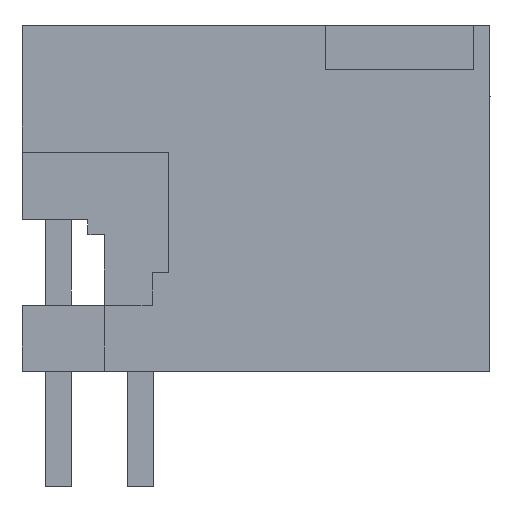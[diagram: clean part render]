
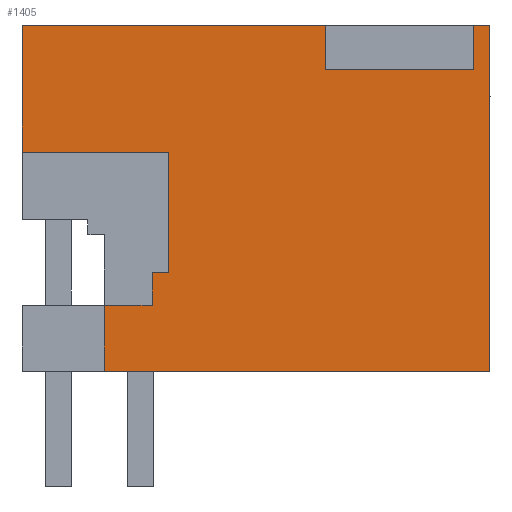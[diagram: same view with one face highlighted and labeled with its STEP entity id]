
A CAD part, left-side view. The second image highlights one B-rep face of the part: STEP entity #1405.
In plain terms, the highlighted planar face has unit normal (-1, 0, 0).
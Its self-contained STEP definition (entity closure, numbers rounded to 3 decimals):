
#1312=AXIS2_PLACEMENT_3D('Plane Axis2P3D',#1309,#1310,#1311) ;
#102=CARTESIAN_POINT('Vertex',(0.,11.7,5.5)) ;
#105=CARTESIAN_POINT('Line Origine',(0.,10.975,5.5)) ;
#109=CARTESIAN_POINT('Vertex',(0.,10.25,5.5)) ;
#1047=CARTESIAN_POINT('Vertex',(0.,0.,3.5)) ;
#1050=CARTESIAN_POINT('Line Origine',(0.,5.85,3.5)) ;
#1054=CARTESIAN_POINT('Vertex',(0.,11.7,3.5)) ;
#1278=CARTESIAN_POINT('Line Origine',(0.,11.7,4.5)) ;
#1309=CARTESIAN_POINT('Axis2P3D Location',(0.,14.2,0.)) ;
#1314=CARTESIAN_POINT('Line Origine',(0.,0.,8.75)) ;
#1318=CARTESIAN_POINT('Vertex',(0.,0.,14.)) ;
#1321=CARTESIAN_POINT('Line Origine',(0.,0.25,14.)) ;
#1325=CARTESIAN_POINT('Vertex',(0.,0.5,14.)) ;
#1328=CARTESIAN_POINT('Line Origine',(0.,0.5,13.325)) ;
#1332=CARTESIAN_POINT('Vertex',(0.,0.5,12.65)) ;
#1335=CARTESIAN_POINT('Line Origine',(0.,2.75,12.65)) ;
#1339=CARTESIAN_POINT('Vertex',(0.,5.,12.65)) ;
#1342=CARTESIAN_POINT('Line Origine',(0.,5.,13.325)) ;
#1346=CARTESIAN_POINT('Vertex',(0.,5.,14.)) ;
#1349=CARTESIAN_POINT('Line Origine',(0.,9.6,14.)) ;
#1353=CARTESIAN_POINT('Vertex',(0.,14.2,14.)) ;
#1356=CARTESIAN_POINT('Line Origine',(0.,14.2,12.075)) ;
#1360=CARTESIAN_POINT('Vertex',(0.,14.2,10.15)) ;
#1363=CARTESIAN_POINT('Line Origine',(0.,11.975,10.15)) ;
#1367=CARTESIAN_POINT('Vertex',(0.,9.75,10.15)) ;
#1370=CARTESIAN_POINT('Line Origine',(0.,9.75,8.325)) ;
#1374=CARTESIAN_POINT('Vertex',(0.,9.75,6.5)) ;
#1377=CARTESIAN_POINT('Line Origine',(0.,10.,6.5)) ;
#1381=CARTESIAN_POINT('Vertex',(0.,10.25,6.5)) ;
#1384=CARTESIAN_POINT('Line Origine',(0.,10.25,6.)) ;
#106=DIRECTION('Vector Direction',(0.,1.,0.)) ;
#1051=DIRECTION('Vector Direction',(0.,-1.,0.)) ;
#1279=DIRECTION('Vector Direction',(0.,0.,1.)) ;
#1310=DIRECTION('Axis2P3D Direction',(-1.,0.,0.)) ;
#1311=DIRECTION('Axis2P3D XDirection',(0.,-1.,0.)) ;
#1315=DIRECTION('Vector Direction',(0.,0.,1.)) ;
#1322=DIRECTION('Vector Direction',(0.,-1.,0.)) ;
#1329=DIRECTION('Vector Direction',(0.,0.,-1.)) ;
#1336=DIRECTION('Vector Direction',(0.,1.,0.)) ;
#1343=DIRECTION('Vector Direction',(0.,0.,-1.)) ;
#1350=DIRECTION('Vector Direction',(0.,-1.,0.)) ;
#1357=DIRECTION('Vector Direction',(0.,0.,1.)) ;
#1364=DIRECTION('Vector Direction',(0.,-1.,0.)) ;
#1371=DIRECTION('Vector Direction',(0.,0.,1.)) ;
#1378=DIRECTION('Vector Direction',(0.,-1.,0.)) ;
#1385=DIRECTION('Vector Direction',(0.,0.,1.)) ;
#107=VECTOR('Line Direction',#106,1.) ;
#1052=VECTOR('Line Direction',#1051,1.) ;
#1280=VECTOR('Line Direction',#1279,1.) ;
#1316=VECTOR('Line Direction',#1315,1.) ;
#1323=VECTOR('Line Direction',#1322,1.) ;
#1330=VECTOR('Line Direction',#1329,1.) ;
#1337=VECTOR('Line Direction',#1336,1.) ;
#1344=VECTOR('Line Direction',#1343,1.) ;
#1351=VECTOR('Line Direction',#1350,1.) ;
#1358=VECTOR('Line Direction',#1357,1.) ;
#1365=VECTOR('Line Direction',#1364,1.) ;
#1372=VECTOR('Line Direction',#1371,1.) ;
#1379=VECTOR('Line Direction',#1378,1.) ;
#1386=VECTOR('Line Direction',#1385,1.) ;
#1390=ORIENTED_EDGE('',*,*,#1056,.T.) ;
#1391=ORIENTED_EDGE('',*,*,#1320,.T.) ;
#1392=ORIENTED_EDGE('',*,*,#1327,.T.) ;
#1393=ORIENTED_EDGE('',*,*,#1334,.T.) ;
#1394=ORIENTED_EDGE('',*,*,#1341,.T.) ;
#1395=ORIENTED_EDGE('',*,*,#1348,.T.) ;
#1396=ORIENTED_EDGE('',*,*,#1355,.T.) ;
#1397=ORIENTED_EDGE('',*,*,#1362,.T.) ;
#1398=ORIENTED_EDGE('',*,*,#1369,.T.) ;
#1399=ORIENTED_EDGE('',*,*,#1376,.T.) ;
#1400=ORIENTED_EDGE('',*,*,#1383,.T.) ;
#1401=ORIENTED_EDGE('',*,*,#1388,.T.) ;
#1402=ORIENTED_EDGE('',*,*,#111,.T.) ;
#1403=ORIENTED_EDGE('',*,*,#1282,.T.) ;
#1405=ADVANCED_FACE('HOUSING',(#1404),#1313,.T.) ;
#111=EDGE_CURVE('',#110,#103,#108,.T.) ;
#1056=EDGE_CURVE('',#1055,#1048,#1053,.T.) ;
#1282=EDGE_CURVE('',#103,#1055,#1281,.F.) ;
#1320=EDGE_CURVE('',#1048,#1319,#1317,.T.) ;
#1327=EDGE_CURVE('',#1319,#1326,#1324,.F.) ;
#1334=EDGE_CURVE('',#1326,#1333,#1331,.T.) ;
#1341=EDGE_CURVE('',#1333,#1340,#1338,.T.) ;
#1348=EDGE_CURVE('',#1340,#1347,#1345,.F.) ;
#1355=EDGE_CURVE('',#1347,#1354,#1352,.F.) ;
#1362=EDGE_CURVE('',#1354,#1361,#1359,.F.) ;
#1369=EDGE_CURVE('',#1361,#1368,#1366,.T.) ;
#1376=EDGE_CURVE('',#1368,#1375,#1373,.F.) ;
#1383=EDGE_CURVE('',#1375,#1382,#1380,.F.) ;
#1388=EDGE_CURVE('',#1382,#110,#1387,.F.) ;
#1389=EDGE_LOOP('',(#1390,#1391,#1392,#1393,#1394,#1395,#1396,#1397,#1398,#1399,#1400,#1401,#1402,#1403)) ;
#1404=FACE_OUTER_BOUND('',#1389,.T.) ;
#108=LINE('Line',#105,#107) ;
#1053=LINE('Line',#1050,#1052) ;
#1281=LINE('Line',#1278,#1280) ;
#1317=LINE('Line',#1314,#1316) ;
#1324=LINE('Line',#1321,#1323) ;
#1331=LINE('Line',#1328,#1330) ;
#1338=LINE('Line',#1335,#1337) ;
#1345=LINE('Line',#1342,#1344) ;
#1352=LINE('Line',#1349,#1351) ;
#1359=LINE('Line',#1356,#1358) ;
#1366=LINE('Line',#1363,#1365) ;
#1373=LINE('Line',#1370,#1372) ;
#1380=LINE('Line',#1377,#1379) ;
#1387=LINE('Line',#1384,#1386) ;
#1313=PLANE('',#1312) ;
#103=VERTEX_POINT('',#102) ;
#110=VERTEX_POINT('',#109) ;
#1048=VERTEX_POINT('',#1047) ;
#1055=VERTEX_POINT('',#1054) ;
#1319=VERTEX_POINT('',#1318) ;
#1326=VERTEX_POINT('',#1325) ;
#1333=VERTEX_POINT('',#1332) ;
#1340=VERTEX_POINT('',#1339) ;
#1347=VERTEX_POINT('',#1346) ;
#1354=VERTEX_POINT('',#1353) ;
#1361=VERTEX_POINT('',#1360) ;
#1368=VERTEX_POINT('',#1367) ;
#1375=VERTEX_POINT('',#1374) ;
#1382=VERTEX_POINT('',#1381) ;
